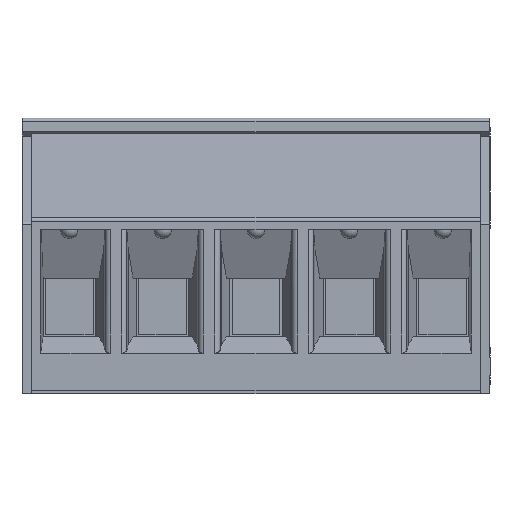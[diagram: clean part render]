
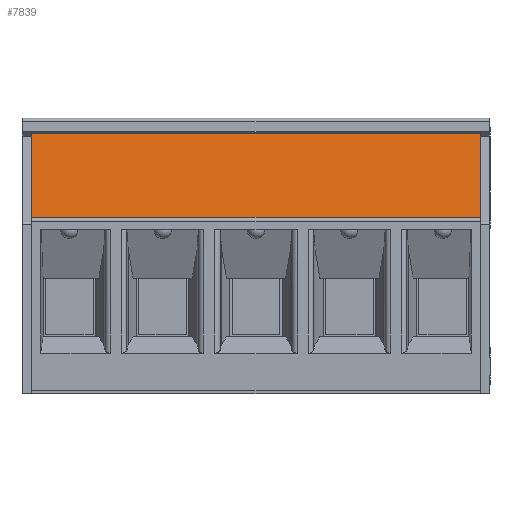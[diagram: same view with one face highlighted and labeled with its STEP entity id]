
A CAD part, front view. The second image highlights one B-rep face of the part: STEP entity #7839.
In plain terms, the highlighted planar face has unit normal (0, -0.985, 0.174).
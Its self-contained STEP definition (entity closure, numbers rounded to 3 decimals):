
#7839=ADVANCED_FACE('',(#19936),#19937,.T.);
#10045=VERTEX_POINT('',#22740);
#10049=VERTEX_POINT('',#22744);
#10051=EDGE_CURVE('',#10045,#10049,#22746,.T.);
#15005=VERTEX_POINT('',#27724);
#15007=EDGE_CURVE('',#10045,#15005,#27726,.T.);
#15145=VERTEX_POINT('',#27864);
#15147=EDGE_CURVE('',#10049,#15145,#27866,.T.);
#15149=EDGE_CURVE('',#15005,#15145,#27868,.T.);
#19936=FACE_OUTER_BOUND('',#32667,.T.);
#19937=PLANE('',#32668);
#22740=CARTESIAN_POINT('',(24.91,0.872,14.15));
#22744=CARTESIAN_POINT('',(24.91,0.07,9.6));
#22746=LINE('',#36474,#36475);
#27724=CARTESIAN_POINT('',(0.49,0.872,14.15));
#27726=LINE('',#44657,#44658);
#27864=CARTESIAN_POINT('',(0.49,0.07,9.6));
#27866=LINE('',#44884,#44885);
#27868=LINE('',#44888,#44889);
#32667=EDGE_LOOP('',(#55984,#55985,#55986,#55987));
#32668=AXIS2_PLACEMENT_3D('',#55988,#55989,#55990);
#36474=CARTESIAN_POINT('',(24.91,0.872,14.15));
#36475=VECTOR('',#60420,1.0);
#44657=CARTESIAN_POINT('',(2.54,0.872,14.15));
#44658=VECTOR('',#62263,1.0);
#44884=CARTESIAN_POINT('',(2.54,0.07,9.6));
#44885=VECTOR('',#62314,1.0);
#44888=CARTESIAN_POINT('',(0.49,0.872,14.15));
#44889=VECTOR('',#62315,1.0);
#55984=ORIENTED_EDGE('',*,*,#15147,.F.);
#55985=ORIENTED_EDGE('',*,*,#10051,.F.);
#55986=ORIENTED_EDGE('',*,*,#15007,.T.);
#55987=ORIENTED_EDGE('',*,*,#15149,.T.);
#55988=CARTESIAN_POINT('',(0.439,0.892,14.264));
#55989=DIRECTION('',(0.0,-0.985,0.174));
#55990=DIRECTION('',(0.0,-0.174,-0.985));
#60420=DIRECTION('',(0.0,-0.174,-0.985));
#62263=DIRECTION('',(-1.0,0.0,0.0));
#62314=DIRECTION('',(-1.0,0.0,0.0));
#62315=DIRECTION('',(0.0,-0.174,-0.985));
